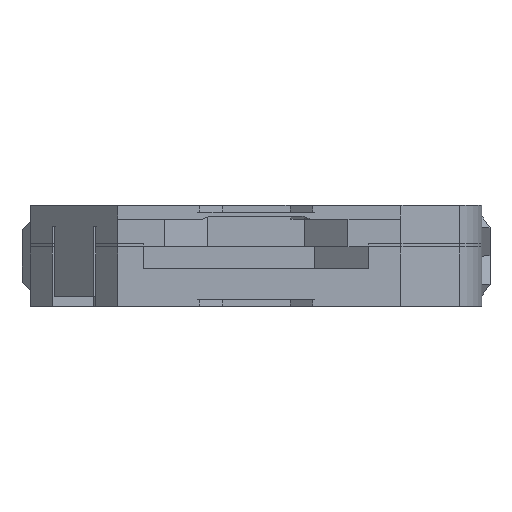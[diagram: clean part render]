
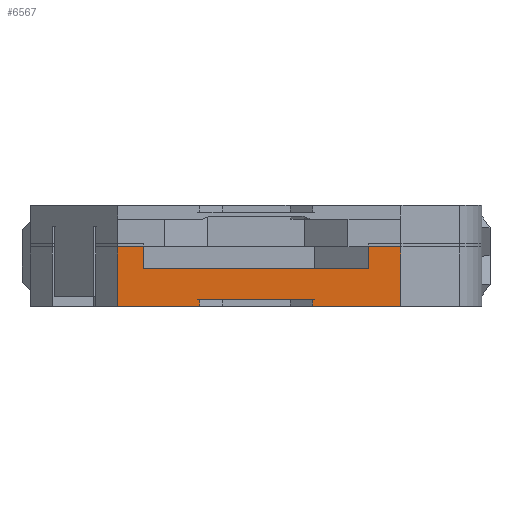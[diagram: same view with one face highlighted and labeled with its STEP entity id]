
A CAD part, front view. The second image highlights one B-rep face of the part: STEP entity #6567.
In plain terms, the highlighted planar face has unit normal (0, -1, 0).
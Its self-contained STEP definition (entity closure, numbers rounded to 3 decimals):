
#367=PLANE('',#7008);
#695=FACE_OUTER_BOUND('',#1041,.T.);
#1041=EDGE_LOOP('',(#6223,#6224,#6225,#6226,#6227,#6228,#6229,#6230,#6231,
#6232,#6233,#6234));
#1469=LINE('',#9694,#2296);
#1479=LINE('',#9716,#2306);
#1526=LINE('',#9830,#2353);
#1546=LINE('',#9887,#2373);
#1552=LINE('',#9902,#2379);
#1783=LINE('',#10436,#2610);
#1842=LINE('',#10558,#2669);
#1852=LINE('',#10578,#2679);
#1853=LINE('',#10581,#2680);
#1862=LINE('',#10598,#2689);
#1868=LINE('',#10610,#2695);
#1869=LINE('',#10612,#2696);
#2296=VECTOR('',#7876,10.);
#2306=VECTOR('',#7892,10.);
#2353=VECTOR('',#7971,10.);
#2373=VECTOR('',#8023,10.);
#2379=VECTOR('',#8035,10.);
#2610=VECTOR('',#8520,10.);
#2669=VECTOR('',#8651,10.);
#2679=VECTOR('',#8669,10.);
#2680=VECTOR('',#8672,10.);
#2689=VECTOR('',#8691,10.);
#2695=VECTOR('',#8709,10.);
#2696=VECTOR('',#8712,10.);
#3120=VERTEX_POINT('',#9691);
#3121=VERTEX_POINT('',#9693);
#3130=VERTEX_POINT('',#9714);
#3181=VERTEX_POINT('',#9828);
#3202=VERTEX_POINT('',#9886);
#3208=VERTEX_POINT('',#9900);
#3383=VERTEX_POINT('',#10433);
#3384=VERTEX_POINT('',#10435);
#3410=VERTEX_POINT('',#10556);
#3411=VERTEX_POINT('',#10557);
#3417=VERTEX_POINT('',#10576);
#3418=VERTEX_POINT('',#10580);
#3899=EDGE_CURVE('',#3121,#3120,#1469,.T.);
#3911=EDGE_CURVE('',#3120,#3130,#1479,.T.);
#3969=EDGE_CURVE('',#3130,#3181,#1526,.T.);
#3997=EDGE_CURVE('',#3121,#3202,#1546,.T.);
#4005=EDGE_CURVE('',#3208,#3181,#1552,.T.);
#4273=EDGE_CURVE('',#3383,#3384,#1783,.T.);
#4332=EDGE_CURVE('',#3410,#3411,#1842,.T.);
#4343=EDGE_CURVE('',#3417,#3208,#1852,.T.);
#4344=EDGE_CURVE('',#3418,#3411,#1853,.F.);
#4353=EDGE_CURVE('',#3418,#3417,#1862,.F.);
#4359=EDGE_CURVE('',#3410,#3384,#1868,.F.);
#4360=EDGE_CURVE('',#3202,#3383,#1869,.T.);
#6223=ORIENTED_EDGE('',*,*,#3969,.T.);
#6224=ORIENTED_EDGE('',*,*,#4005,.F.);
#6225=ORIENTED_EDGE('',*,*,#4343,.F.);
#6226=ORIENTED_EDGE('',*,*,#4353,.F.);
#6227=ORIENTED_EDGE('',*,*,#4344,.T.);
#6228=ORIENTED_EDGE('',*,*,#4332,.F.);
#6229=ORIENTED_EDGE('',*,*,#4359,.T.);
#6230=ORIENTED_EDGE('',*,*,#4273,.F.);
#6231=ORIENTED_EDGE('',*,*,#4360,.F.);
#6232=ORIENTED_EDGE('',*,*,#3997,.F.);
#6233=ORIENTED_EDGE('',*,*,#3899,.T.);
#6234=ORIENTED_EDGE('',*,*,#3911,.T.);
#6567=ADVANCED_FACE('',(#695),#367,.T.);
#7008=AXIS2_PLACEMENT_3D('',#10611,#8710,#8711);
#7876=DIRECTION('',(0.,0.,1.));
#7892=DIRECTION('',(1.,0.,0.));
#7971=DIRECTION('',(0.,0.,-1.));
#8023=DIRECTION('',(-1.,0.,0.));
#8035=DIRECTION('',(-1.,0.,0.));
#8520=DIRECTION('',(1.,0.,0.));
#8651=DIRECTION('',(1.,0.,0.));
#8669=DIRECTION('',(0.,0.,-1.));
#8672=DIRECTION('',(0.,0.,1.));
#8691=DIRECTION('',(-1.,0.,0.));
#8709=DIRECTION('',(0.,0.,-1.));
#8710=DIRECTION('center_axis',(0.,-1.,0.));
#8711=DIRECTION('ref_axis',(1.,0.,0.));
#8712=DIRECTION('',(0.,0.,1.));
#9691=CARTESIAN_POINT('',(-4.061,-36.4,-3.));
#9693=CARTESIAN_POINT('',(-4.061,-36.4,-3.5));
#9694=CARTESIAN_POINT('',(-4.061,-36.4,-2.15));
#9714=CARTESIAN_POINT('',(4.061,-36.399,-3.));
#9716=CARTESIAN_POINT('',(-4.999,-36.4,-3.));
#9828=CARTESIAN_POINT('',(4.061,-36.399,-3.5));
#9830=CARTESIAN_POINT('',(4.061,-36.399,-2.15));
#9886=CARTESIAN_POINT('',(-10.,-36.4,-3.5));
#9887=CARTESIAN_POINT('',(-5.008,-36.4,-3.5));
#9900=CARTESIAN_POINT('',(10.442,-36.399,-3.5));
#9902=CARTESIAN_POINT('',(-5.008,-36.4,-3.5));
#10433=CARTESIAN_POINT('',(-10.,-36.4,1.));
#10435=CARTESIAN_POINT('',(-8.1,-36.4,1.));
#10436=CARTESIAN_POINT('',(-10.84,-36.4,1.));
#10556=CARTESIAN_POINT('',(-8.1,-36.4,-0.8));
#10557=CARTESIAN_POINT('',(8.1,-36.399,-0.8));
#10558=CARTESIAN_POINT('',(-10.,-36.4,-0.8));
#10576=CARTESIAN_POINT('',(10.442,-36.399,1.));
#10578=CARTESIAN_POINT('',(10.442,-36.399,-0.8));
#10580=CARTESIAN_POINT('',(8.1,-36.399,1.));
#10581=CARTESIAN_POINT('',(8.1,-36.399,-0.8));
#10598=CARTESIAN_POINT('',(0.863,-36.399,1.));
#10610=CARTESIAN_POINT('',(-8.1,-36.4,-0.8));
#10611=CARTESIAN_POINT('Origin',(-10.,-36.4,-0.8));
#10612=CARTESIAN_POINT('',(-10.,-36.4,-0.8));
